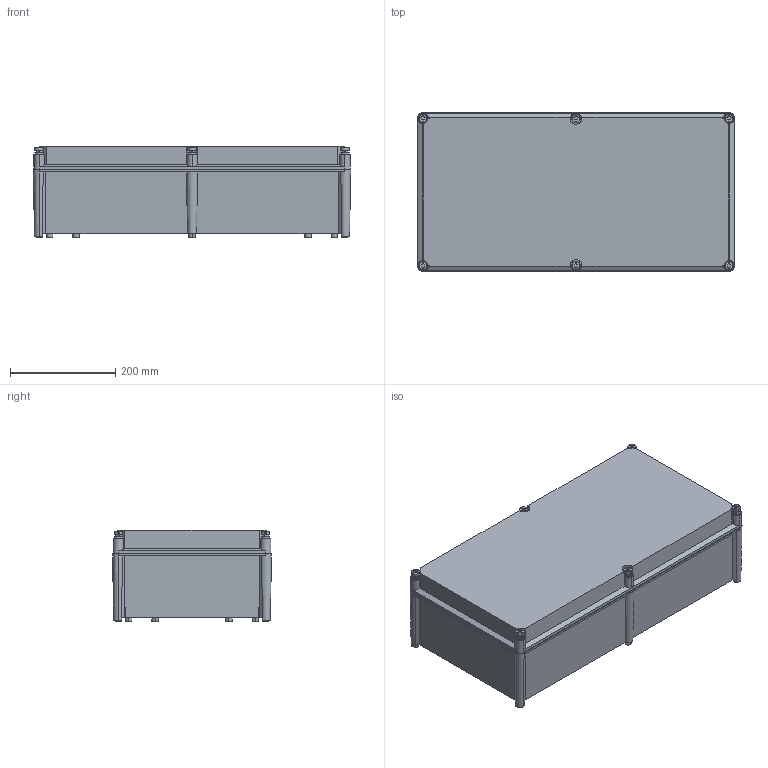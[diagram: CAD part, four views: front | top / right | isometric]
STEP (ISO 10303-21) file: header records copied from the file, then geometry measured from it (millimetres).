
FILE_DESCRIPTION(('CATIA V5R24 STEP','CAx-IF Rec.Pracs.--- Model Styling and Organization---1.2---2011-12-15'),'2;1');
FILE_NAME ('D1445906_0', '2018-08-23T05:59:06+00:00', ('Weidmueller Interface'), ('Weidmueller'), 'CATIA Version 5-6 Release 2014 SP4 HF52', 'CATIA V5 STEP AP214', 'none');
FILE_SCHEMA(('AUTOMOTIVE_DESIGN { 1 0 10303 214 1 1 1 1 }'));
Length unit declared in the file: millimetre
Products named in the file (1): 49930_TBF_603018
Bounding box: 603 x 302 x 174 mm (x, y, z)
Volume: 2308951.4 mm3; surface area: 1369752.6 mm2
Topology: 20 solids, 20 shells, 1113 faces, 2844 edges, 1844 vertices
Faces by surface type: cylinder 522, plane 501, cone 90
Entity records: 36450 total; most frequent: CARTESIAN_POINT 10001, ORIENTED_EDGE 5688, DIRECTION 4742, EDGE_CURVE 2844, AXIS2_PLACEMENT_3D 2174, VERTEX_POINT 1844, VECTOR 1456, LINE 1456
